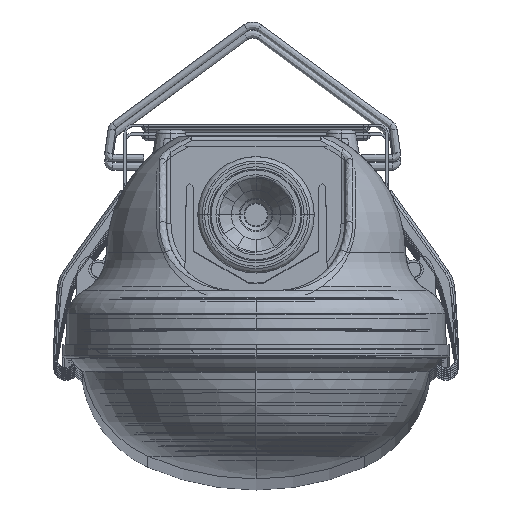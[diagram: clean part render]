
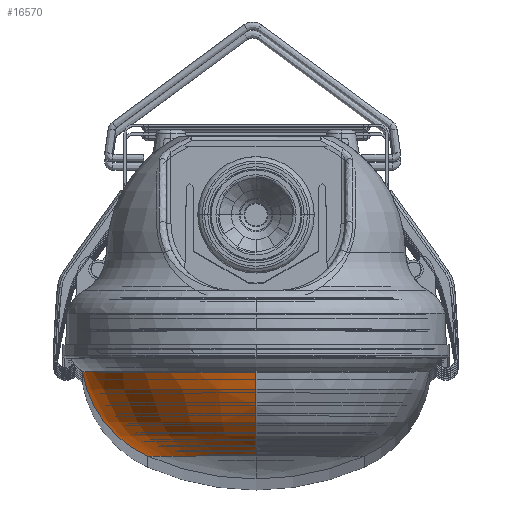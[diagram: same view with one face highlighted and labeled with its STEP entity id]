
A CAD part, top view. The second image highlights one B-rep face of the part: STEP entity #16570.
In plain terms, the highlighted toroidal (fillet/blend) face has major radius 14.113 mm and minor radius 25 mm.
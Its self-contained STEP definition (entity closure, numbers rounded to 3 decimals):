
#2910 = AXIS2_PLACEMENT_3D ( 'NONE', #131533, #172388, #101686 ) ;
#8722 = AXIS2_PLACEMENT_3D ( 'NONE', #138936, #165870, #67239 ) ;
#16570 = ADVANCED_FACE ( 'NONE', ( #96008 ), #97854, .T. ) ;
#23102 = CARTESIAN_POINT ( 'NONE',  ( 0., -6., 707. ) ) ;
#27457 = DIRECTION ( 'NONE',  ( 0., 1., 0. ) ) ;
#37067 = DIRECTION ( 'NONE',  ( 0., -1., 0. ) ) ;
#45783 = VERTEX_POINT ( 'NONE', #59917 ) ;
#46878 = AXIS2_PLACEMENT_3D ( 'NONE', #58161, #27457, #171654 ) ;
#57781 = CIRCLE ( 'NONE', #179569, 25. ) ;
#58161 = CARTESIAN_POINT ( 'NONE',  ( 0., -24.906, 707. ) ) ;
#58344 = EDGE_CURVE ( 'NONE', #99885, #126404, #115229, .T. ) ;
#59917 = CARTESIAN_POINT ( 'NONE',  ( -24.194, -24.906, 707. ) ) ;
#61977 = DIRECTION ( 'NONE',  ( 0., 0., -1. ) ) ;
#67239 = DIRECTION ( 'NONE',  ( 0., 0., -1. ) ) ;
#72710 = CARTESIAN_POINT ( 'NONE',  ( 0., -24.906, 731.194 ) ) ;
#82081 = CARTESIAN_POINT ( 'NONE',  ( 0., -6., 745.796 ) ) ;
#82978 = EDGE_CURVE ( 'NONE', #45783, #178530, #121348, .T. ) ;
#83123 = CIRCLE ( 'NONE', #2910, 25. ) ;
#88248 = EDGE_CURVE ( 'NONE', #45783, #126404, #83123, .T. ) ;
#96008 = FACE_OUTER_BOUND ( 'NONE', #112420, .T. ) ;
#97854 = TOROIDAL_SURFACE ( 'NONE', #8722, 14.113, 25. ) ;
#99885 = VERTEX_POINT ( 'NONE', #82081 ) ;
#100533 = EDGE_CURVE ( 'NONE', #99885, #178530, #57781, .T. ) ;
#101686 = DIRECTION ( 'NONE',  ( -0.403, -0.915, 0. ) ) ;
#106902 = DIRECTION ( 'NONE',  ( 1., 0., 0. ) ) ;
#112216 = ORIENTED_EDGE ( 'NONE', *, *, #58344, .T. ) ;
#112420 = EDGE_LOOP ( 'NONE', ( #173310, #112216, #164414, #166880 ) ) ;
#115229 = CIRCLE ( 'NONE', #159751, 38.796 ) ;
#118865 = CARTESIAN_POINT ( 'NONE',  ( -38.795, -6.007, 707. ) ) ;
#121348 = CIRCLE ( 'NONE', #46878, 24.194 ) ;
#126404 = VERTEX_POINT ( 'NONE', #118865 ) ;
#131533 = CARTESIAN_POINT ( 'NONE',  ( -14.113, -2.028, 707. ) ) ;
#132802 = CARTESIAN_POINT ( 'NONE',  ( 0., -2.028, 721.113 ) ) ;
#138936 = CARTESIAN_POINT ( 'NONE',  ( 0., -2.028, 707. ) ) ;
#145848 = DIRECTION ( 'NONE',  ( 1., 0., 0. ) ) ;
#159751 = AXIS2_PLACEMENT_3D ( 'NONE', #23102, #37067, #106902 ) ;
#164414 = ORIENTED_EDGE ( 'NONE', *, *, #88248, .F. ) ;
#165870 = DIRECTION ( 'NONE',  ( 0., -1., 0. ) ) ;
#166880 = ORIENTED_EDGE ( 'NONE', *, *, #82978, .T. ) ;
#171654 = DIRECTION ( 'NONE',  ( -1., 0., 0. ) ) ;
#172388 = DIRECTION ( 'NONE',  ( 0., 0., -1. ) ) ;
#173310 = ORIENTED_EDGE ( 'NONE', *, *, #100533, .F. ) ;
#178530 = VERTEX_POINT ( 'NONE', #72710 ) ;
#179569 = AXIS2_PLACEMENT_3D ( 'NONE', #132802, #145848, #61977 ) ;
